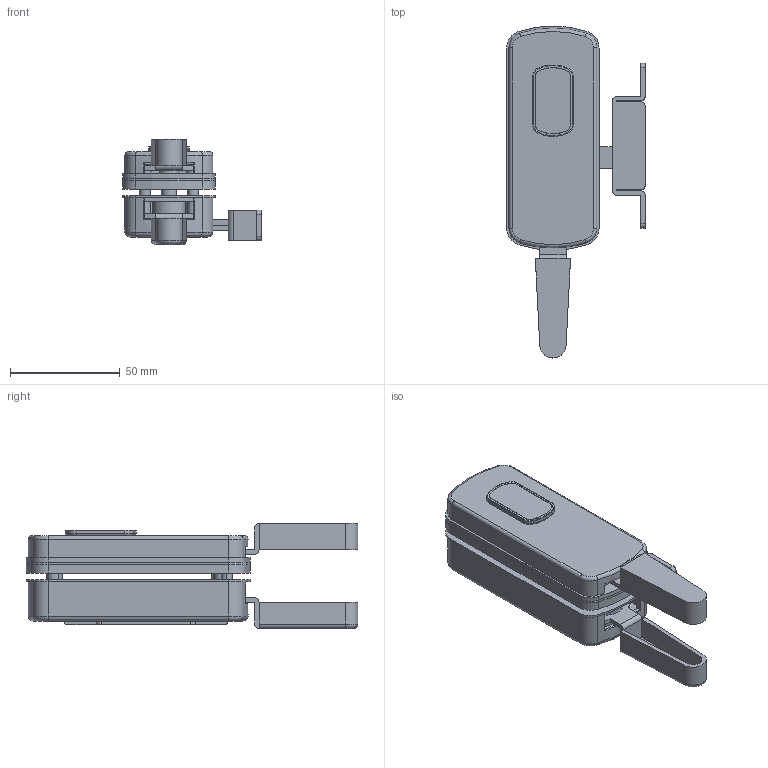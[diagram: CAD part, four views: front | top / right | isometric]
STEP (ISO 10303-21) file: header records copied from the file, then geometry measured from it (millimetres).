
FILE_DESCRIPTION (( 'STEP AP203' ), '1' );
FILE_NAME ('A-1297-2-L.STEP', '2022-01-17T01:09:52', ( '' ), ( '' ), 'SwSTEP 2.0', 'SolidWorks 2021', '' );
FILE_SCHEMA (( 'CONFIG_CONTROL_DESIGN' ));
Length unit declared in the file: millimetre
Products named in the file (34): A-1297-2-L_スプリング掛けピン_; A-1297-2-L_スタッドボルト_; A-1297-2-L_ケース_; A-1297-2-L_フタ_; A-1297-2-L_僷僢僉儞B_; A-1297-2-L_十字穴付皿小ねじ_内径基準ver1.02__M4x20十字穴付皿小ねじ(SUS); A-1297-2-L_カマカシメピン_; A-1297-2-L_タンブラー軸_; A-1297-2-L; A-1297-2-L_˜ZŠpƒiƒbƒgver1.01__M4ƒiƒbƒg(SUS)1Ží; A-1297-2-L_外部長座ケース_; A-1297-2-L_カマ軸カラー_; A-1297-2-L_カバー_; A-1297-2-L_内部錠箱組立_; A-1297-2-L_ハンドル軸_; A-1297-2-L_外部長座組立_; A-1297-2-L_外部長座カバー_; A-1297-2-L_ケース組立_; A-1297-2-L_僷僢僉儞A_; A-1297-2-L_ハンドル連結ピン_; A-1297-2-L_外部長座取付ネジ足_; A-1297-2-L_カマ組立_; A-1297-2-L_内部ハンドル軸カラー_; A-1297-2-L_鍵蓋カバー_; A-1297-2-L_内部ハンドル_; A-1297-2-L_受け金具_; A-1297-2-L_鍵蓋_; A-1297-2-L_カマ_; A-1297-2-L_外部長座フタ_; A-1297-2-L_カマ軸_; A-1297-2-L_ケース支柱_; A-1297-2-L_外部ハンドル_; A-1297-2-L_ウェーブワッシャー_; A-1297-2-L_外部ハンドル軸_
Assembly tree (39 placements, depth 4):
  A-1297-2-L
    A-1297-2-L_内部錠箱組立_
      A-1297-2-L_カバー_
      A-1297-2-L_フタ_
      A-1297-2-L_内部ハンドル_
      A-1297-2-L_ケース支柱_
      A-1297-2-L_ハンドル軸_
      A-1297-2-L_カマ軸_
      A-1297-2-L_カマ軸カラー_
      A-1297-2-L_内部ハンドル軸カラー_
      A-1297-2-L_ケース組立_
        A-1297-2-L_ケース_
        A-1297-2-L_タンブラー軸_
      A-1297-2-L_カマ組立_
        A-1297-2-L_カマ_  x2
        A-1297-2-L_スプリング掛けピン_
        A-1297-2-L_カマカシメピン_
    A-1297-2-L_外部長座組立_
      A-1297-2-L_外部長座カバー_
      A-1297-2-L_外部長座ケース_
      A-1297-2-L_鍵蓋_
      A-1297-2-L_外部ハンドル_
      A-1297-2-L_外部長座取付ネジ足_
      A-1297-2-L_外部ハンドル軸_
      A-1297-2-L_ハンドル連結ピン_  x2
      A-1297-2-L_鍵蓋カバー_
      A-1297-2-L_˜ZŠpƒiƒbƒgver1.01__M4ƒiƒbƒg(SUS)1Ží  x2
      A-1297-2-L_ウェーブワッシャー_
      A-1297-2-L_スタッドボルト_  x2
    A-1297-2-L_僷僢僉儞A_  x2
    A-1297-2-L_僷僢僉儞B_
    A-1297-2-L_受け金具_
    A-1297-2-L_外部長座フタ_
    A-1297-2-L_十字穴付皿小ねじ_内径基準ver1.02__M4x20十字穴付皿小ねじ(SUS)  x2
Bounding box: 63 x 151 x 47.8 mm (x, y, z)
Volume: 82400.8 mm3; surface area: 116522.3 mm2
Topology: 35 solids, 35 shells, 1018 faces, 2571 edges, 1635 vertices
Faces by surface type: cylinder 439, plane 422, cone 96, torus 61
Entity records: 30949 total; most frequent: DIRECTION 4997, CARTESIAN_POINT 4869, ORIENTED_EDGE 4444, EDGE_CURVE 2222, AXIS2_PLACEMENT_3D 1886, VERTEX_POINT 1422, LINE 1225, VECTOR 1225
